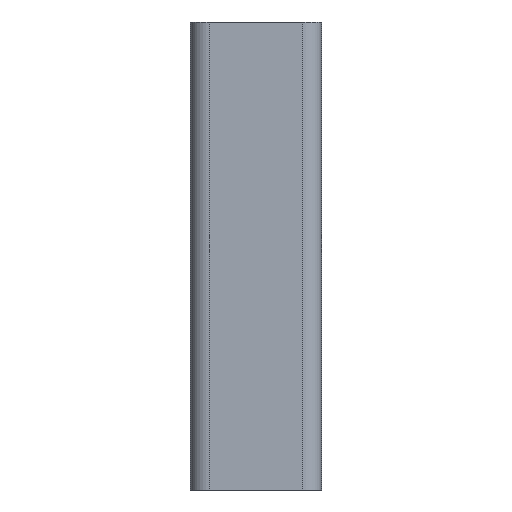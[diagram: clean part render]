
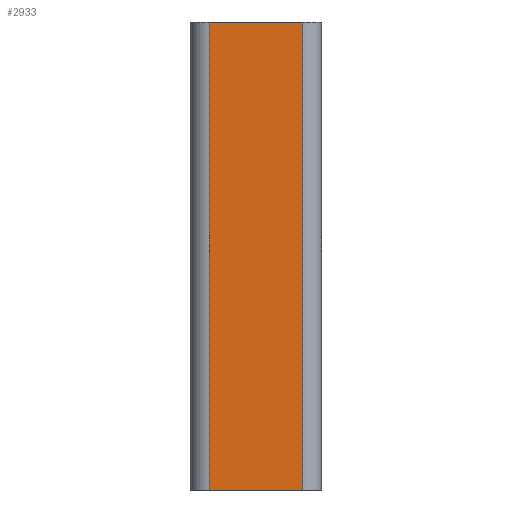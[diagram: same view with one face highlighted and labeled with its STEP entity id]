
A CAD part, left-side view. The second image highlights one B-rep face of the part: STEP entity #2933.
In plain terms, the highlighted planar face has unit normal (-1, 0, 0).
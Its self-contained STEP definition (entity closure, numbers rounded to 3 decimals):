
#119 = EDGE_CURVE ( 'NONE', #424, #3038, #4035, .T. ) ;
#258 = DIRECTION ( 'NONE',  ( 0., 0., -1. ) ) ;
#398 = ORIENTED_EDGE ( 'NONE', *, *, #3981, .F. ) ;
#424 = VERTEX_POINT ( 'NONE', #2828 ) ;
#562 = LINE ( 'NONE', #3992, #1619 ) ;
#631 = PLANE ( 'NONE',  #4062 ) ;
#704 = CARTESIAN_POINT ( 'NONE',  ( -40., 5., -25. ) ) ;
#938 = ORIENTED_EDGE ( 'NONE', *, *, #119, .T. ) ;
#1030 = DIRECTION ( 'NONE',  ( 0., 0., -1. ) ) ;
#1142 = ORIENTED_EDGE ( 'NONE', *, *, #2678, .T. ) ;
#1619 = VECTOR ( 'NONE', #1030, 1000. ) ;
#1656 = CARTESIAN_POINT ( 'NONE',  ( -40., 5., 25. ) ) ;
#1665 = VECTOR ( 'NONE', #2927, 1000. ) ;
#1899 = LINE ( 'NONE', #704, #2636 ) ;
#2013 = VECTOR ( 'NONE', #3512, 1000. ) ;
#2157 = DIRECTION ( 'NONE',  ( 1., 0., 0. ) ) ;
#2235 = VERTEX_POINT ( 'NONE', #3348 ) ;
#2567 = CARTESIAN_POINT ( 'NONE',  ( -40., -5., -25. ) ) ;
#2571 = CARTESIAN_POINT ( 'NONE',  ( -40., 5., -25. ) ) ;
#2636 = VECTOR ( 'NONE', #3733, 1000. ) ;
#2678 = EDGE_CURVE ( 'NONE', #3038, #3408, #1899, .T. ) ;
#2828 = CARTESIAN_POINT ( 'NONE',  ( -40., 5., 25. ) ) ;
#2927 = DIRECTION ( 'NONE',  ( 0., 0., -1. ) ) ;
#2933 = ADVANCED_FACE ( 'NONE', ( #4034 ), #631, .F. ) ;
#3038 = VERTEX_POINT ( 'NONE', #2571 ) ;
#3101 = LINE ( 'NONE', #1656, #2013 ) ;
#3226 = CARTESIAN_POINT ( 'NONE',  ( -40., 5., 25. ) ) ;
#3348 = CARTESIAN_POINT ( 'NONE',  ( -40., -5., 25. ) ) ;
#3408 = VERTEX_POINT ( 'NONE', #2567 ) ;
#3512 = DIRECTION ( 'NONE',  ( 0., -1., 0. ) ) ;
#3655 = ORIENTED_EDGE ( 'NONE', *, *, #4040, .F. ) ;
#3733 = DIRECTION ( 'NONE',  ( 0., -1., 0. ) ) ;
#3981 = EDGE_CURVE ( 'NONE', #424, #2235, #3101, .T. ) ;
#3992 = CARTESIAN_POINT ( 'NONE',  ( -40., -5., 25. ) ) ;
#4034 = FACE_OUTER_BOUND ( 'NONE', #4671, .T. ) ;
#4035 = LINE ( 'NONE', #3226, #1665 ) ;
#4040 = EDGE_CURVE ( 'NONE', #2235, #3408, #562, .T. ) ;
#4062 = AXIS2_PLACEMENT_3D ( 'NONE', #4313, #2157, #258 ) ;
#4313 = CARTESIAN_POINT ( 'NONE',  ( -40., 5., 25. ) ) ;
#4671 = EDGE_LOOP ( 'NONE', ( #1142, #3655, #398, #938 ) ) ;
